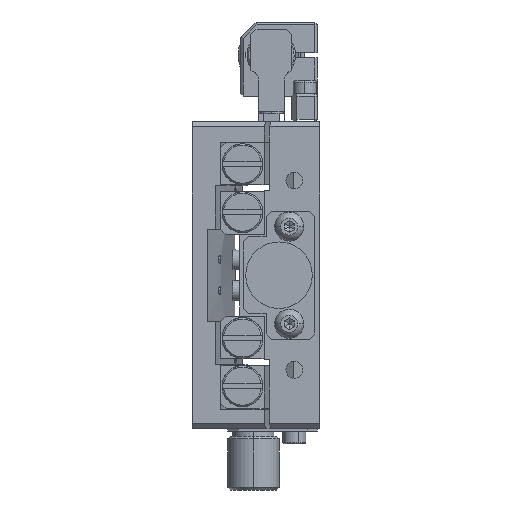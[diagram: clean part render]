
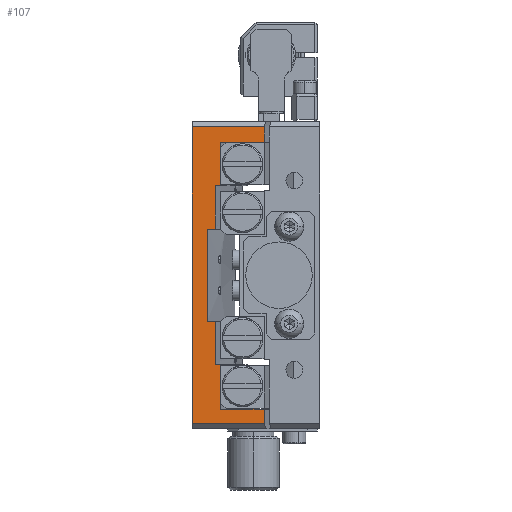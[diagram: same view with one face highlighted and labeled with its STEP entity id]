
A CAD part, left-side view. The second image highlights one B-rep face of the part: STEP entity #107.
In plain terms, the highlighted planar face has unit normal (-1, 0, 0).
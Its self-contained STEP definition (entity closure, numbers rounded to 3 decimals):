
#107 = ADVANCED_FACE ( 'NONE', ( #25659 ), #2163, .F. ) ;
#227 = VECTOR ( 'NONE', #16203, 1000. ) ;
#367 = DIRECTION ( 'NONE',  ( 0., 1., 0. ) ) ;
#372 = EDGE_CURVE ( 'NONE', #14386, #14100, #21063, .T. ) ;
#449 = EDGE_CURVE ( 'NONE', #17899, #9018, #10942, .T. ) ;
#546 = CARTESIAN_POINT ( 'NONE',  ( -30., -80.598, 26. ) ) ;
#816 = CARTESIAN_POINT ( 'NONE',  ( -30., -89.084, -27.5 ) ) ;
#848 = VECTOR ( 'NONE', #3212, 1000. ) ;
#1173 = VERTEX_POINT ( 'NONE', #16282 ) ;
#1283 = LINE ( 'NONE', #11878, #10277 ) ;
#1394 = LINE ( 'NONE', #24399, #22421 ) ;
#1743 = VECTOR ( 'NONE', #19098, 1000. ) ;
#1912 = VECTOR ( 'NONE', #14964, 1000. ) ;
#2163 = PLANE ( 'NONE',  #8428 ) ;
#2410 = CARTESIAN_POINT ( 'NONE',  ( -30., -77.925, 9. ) ) ;
#2414 = CARTESIAN_POINT ( 'NONE',  ( -30., -75., -30. ) ) ;
#2448 = EDGE_CURVE ( 'NONE', #24174, #19501, #10269, .T. ) ;
#2728 = CARTESIAN_POINT ( 'NONE',  ( -30., -75., 29. ) ) ;
#2760 = VECTOR ( 'NONE', #17829, 1000. ) ;
#2942 = DIRECTION ( 'NONE',  ( 0., -1., 0. ) ) ;
#3212 = DIRECTION ( 'NONE',  ( 0., 0., 1. ) ) ;
#3316 = CARTESIAN_POINT ( 'NONE',  ( -30., -75., -29. ) ) ;
#3638 = CARTESIAN_POINT ( 'NONE',  ( -30., -89.084, -26.2 ) ) ;
#3941 = VECTOR ( 'NONE', #367, 1000. ) ;
#3999 = ORIENTED_EDGE ( 'NONE', *, *, #5016, .F. ) ;
#4070 = VECTOR ( 'NONE', #2942, 1000. ) ;
#4129 = CARTESIAN_POINT ( 'NONE',  ( -30., -75., 17.5 ) ) ;
#4172 = DIRECTION ( 'NONE',  ( 0., 0., 1. ) ) ;
#4264 = VERTEX_POINT ( 'NONE', #16375 ) ;
#4948 = ORIENTED_EDGE ( 'NONE', *, *, #19571, .T. ) ;
#5016 = EDGE_CURVE ( 'NONE', #11721, #18851, #30067, .T. ) ;
#5233 = DIRECTION ( 'NONE',  ( 0., 0., 1. ) ) ;
#5872 = CARTESIAN_POINT ( 'NONE',  ( -30., -77.925, -9. ) ) ;
#6600 = VECTOR ( 'NONE', #13984, 1000. ) ;
#6619 = CARTESIAN_POINT ( 'NONE',  ( -30., -77.925, -9. ) ) ;
#6792 = CARTESIAN_POINT ( 'NONE',  ( -30., -79.53, -9. ) ) ;
#6806 = CARTESIAN_POINT ( 'NONE',  ( -30., -75., -30. ) ) ;
#6862 = VERTEX_POINT ( 'NONE', #18459 ) ;
#7445 = ORIENTED_EDGE ( 'NONE', *, *, #449, .T. ) ;
#7966 = DIRECTION ( 'NONE',  ( 0., -1., 0. ) ) ;
#8182 = CARTESIAN_POINT ( 'NONE',  ( -30., -80.598, -26. ) ) ;
#8269 = VERTEX_POINT ( 'NONE', #2410 ) ;
#8428 = AXIS2_PLACEMENT_3D ( 'NONE', #6806, #8931, #23950 ) ;
#8842 = CARTESIAN_POINT ( 'NONE',  ( -30., -79.53, 9. ) ) ;
#8931 = DIRECTION ( 'NONE',  ( 1., 0., 0. ) ) ;
#8977 = CARTESIAN_POINT ( 'NONE',  ( -30., -75., -26.2 ) ) ;
#9018 = VERTEX_POINT ( 'NONE', #13540 ) ;
#9295 = VERTEX_POINT ( 'NONE', #23623 ) ;
#10269 = LINE ( 'NONE', #24712, #23075 ) ;
#10277 = VECTOR ( 'NONE', #21538, 1000. ) ;
#10361 = LINE ( 'NONE', #13895, #227 ) ;
#10495 = CARTESIAN_POINT ( 'NONE',  ( -30., -75., 9. ) ) ;
#10786 = EDGE_CURVE ( 'NONE', #9018, #13018, #18452, .T. ) ;
#10942 = LINE ( 'NONE', #3316, #30142 ) ;
#11454 = LINE ( 'NONE', #8977, #23521 ) ;
#11694 = VERTEX_POINT ( 'NONE', #8842 ) ;
#11721 = VERTEX_POINT ( 'NONE', #6619 ) ;
#11878 = CARTESIAN_POINT ( 'NONE',  ( -30., -89.084, 27.5 ) ) ;
#12065 = CARTESIAN_POINT ( 'NONE',  ( -30., -89.084, 26. ) ) ;
#12289 = EDGE_CURVE ( 'NONE', #17899, #6862, #13917, .T. ) ;
#13018 = VERTEX_POINT ( 'NONE', #3638 ) ;
#13540 = CARTESIAN_POINT ( 'NONE',  ( -30., -89.084, -29. ) ) ;
#13635 = ORIENTED_EDGE ( 'NONE', *, *, #24819, .T. ) ;
#13895 = CARTESIAN_POINT ( 'NONE',  ( -30., -79.53, -17.5 ) ) ;
#13917 = LINE ( 'NONE', #2414, #23717 ) ;
#13984 = DIRECTION ( 'NONE',  ( 0., -1., 0. ) ) ;
#14100 = VERTEX_POINT ( 'NONE', #23688 ) ;
#14386 = VERTEX_POINT ( 'NONE', #22693 ) ;
#14964 = DIRECTION ( 'NONE',  ( 0., 0., 1. ) ) ;
#14988 = EDGE_CURVE ( 'NONE', #9295, #24174, #20947, .T. ) ;
#15555 = ORIENTED_EDGE ( 'NONE', *, *, #2448, .T. ) ;
#15833 = EDGE_CURVE ( 'NONE', #4264, #14100, #21247, .T. ) ;
#16203 = DIRECTION ( 'NONE',  ( 0., 0., 1. ) ) ;
#16282 = CARTESIAN_POINT ( 'NONE',  ( -30., -89.084, 29. ) ) ;
#16375 = CARTESIAN_POINT ( 'NONE',  ( -30., -79.53, -17.5 ) ) ;
#16391 = EDGE_CURVE ( 'NONE', #14386, #13018, #11454, .T. ) ;
#17306 = CARTESIAN_POINT ( 'NONE',  ( -30., -75., -9. ) ) ;
#17829 = DIRECTION ( 'NONE',  ( 0., -1., 0. ) ) ;
#17899 = VERTEX_POINT ( 'NONE', #25679 ) ;
#18452 = LINE ( 'NONE', #816, #848 ) ;
#18459 = CARTESIAN_POINT ( 'NONE',  ( -30., -75., 29. ) ) ;
#18715 = DIRECTION ( 'NONE',  ( 0., -1., 0. ) ) ;
#18851 = VERTEX_POINT ( 'NONE', #6792 ) ;
#19098 = DIRECTION ( 'NONE',  ( 0., -1., 0. ) ) ;
#19386 = VERTEX_POINT ( 'NONE', #12065 ) ;
#19456 = ORIENTED_EDGE ( 'NONE', *, *, #372, .T. ) ;
#19501 = VERTEX_POINT ( 'NONE', #546 ) ;
#19571 = EDGE_CURVE ( 'NONE', #8269, #11694, #31002, .T. ) ;
#20434 = ORIENTED_EDGE ( 'NONE', *, *, #10786, .T. ) ;
#20947 = LINE ( 'NONE', #4129, #28879 ) ;
#21063 = LINE ( 'NONE', #8182, #1912 ) ;
#21117 = LINE ( 'NONE', #5872, #29813 ) ;
#21247 = LINE ( 'NONE', #31126, #1743 ) ;
#21329 = DIRECTION ( 'NONE',  ( 0., 0., 1. ) ) ;
#21538 = DIRECTION ( 'NONE',  ( 0., 0., -1. ) ) ;
#21929 = ORIENTED_EDGE ( 'NONE', *, *, #14988, .T. ) ;
#22080 = EDGE_LOOP ( 'NONE', ( #27812, #13635, #30619, #7445, #20434, #23248, #19456, #25632, #27488, #3999, #24130, #4948, #30832, #21929, #15555, #23450 ) ) ;
#22173 = EDGE_CURVE ( 'NONE', #1173, #19386, #1283, .T. ) ;
#22421 = VECTOR ( 'NONE', #29236, 1000. ) ;
#22693 = CARTESIAN_POINT ( 'NONE',  ( -30., -80.598, -26.2 ) ) ;
#22854 = EDGE_CURVE ( 'NONE', #11721, #8269, #21117, .T. ) ;
#23075 = VECTOR ( 'NONE', #5233, 1000. ) ;
#23133 = LINE ( 'NONE', #2728, #3941 ) ;
#23248 = ORIENTED_EDGE ( 'NONE', *, *, #16391, .F. ) ;
#23450 = ORIENTED_EDGE ( 'NONE', *, *, #24592, .T. ) ;
#23521 = VECTOR ( 'NONE', #28204, 1000. ) ;
#23623 = CARTESIAN_POINT ( 'NONE',  ( -30., -79.53, 17.5 ) ) ;
#23688 = CARTESIAN_POINT ( 'NONE',  ( -30., -80.598, -17.5 ) ) ;
#23717 = VECTOR ( 'NONE', #21329, 1000. ) ;
#23950 = DIRECTION ( 'NONE',  ( 0., 1., 0. ) ) ;
#24130 = ORIENTED_EDGE ( 'NONE', *, *, #22854, .T. ) ;
#24174 = VERTEX_POINT ( 'NONE', #28448 ) ;
#24399 = CARTESIAN_POINT ( 'NONE',  ( -30., -79.53, -17.5 ) ) ;
#24592 = EDGE_CURVE ( 'NONE', #19501, #19386, #27294, .T. ) ;
#24612 = EDGE_CURVE ( 'NONE', #11694, #9295, #10361, .T. ) ;
#24712 = CARTESIAN_POINT ( 'NONE',  ( -30., -80.598, -26. ) ) ;
#24819 = EDGE_CURVE ( 'NONE', #1173, #6862, #23133, .T. ) ;
#25632 = ORIENTED_EDGE ( 'NONE', *, *, #15833, .F. ) ;
#25659 = FACE_OUTER_BOUND ( 'NONE', #22080, .T. ) ;
#25679 = CARTESIAN_POINT ( 'NONE',  ( -30., -75., -29. ) ) ;
#27294 = LINE ( 'NONE', #30444, #6600 ) ;
#27488 = ORIENTED_EDGE ( 'NONE', *, *, #31167, .T. ) ;
#27812 = ORIENTED_EDGE ( 'NONE', *, *, #22173, .F. ) ;
#28204 = DIRECTION ( 'NONE',  ( 0., -1., 0. ) ) ;
#28448 = CARTESIAN_POINT ( 'NONE',  ( -30., -80.598, 17.5 ) ) ;
#28879 = VECTOR ( 'NONE', #18715, 1000. ) ;
#29236 = DIRECTION ( 'NONE',  ( 0., 0., 1. ) ) ;
#29813 = VECTOR ( 'NONE', #4172, 1000. ) ;
#30067 = LINE ( 'NONE', #17306, #4070 ) ;
#30142 = VECTOR ( 'NONE', #7966, 1000. ) ;
#30444 = CARTESIAN_POINT ( 'NONE',  ( -30., -75., 26. ) ) ;
#30619 = ORIENTED_EDGE ( 'NONE', *, *, #12289, .F. ) ;
#30832 = ORIENTED_EDGE ( 'NONE', *, *, #24612, .T. ) ;
#31002 = LINE ( 'NONE', #10495, #2760 ) ;
#31126 = CARTESIAN_POINT ( 'NONE',  ( -30., -75., -17.5 ) ) ;
#31167 = EDGE_CURVE ( 'NONE', #4264, #18851, #1394, .T. ) ;
